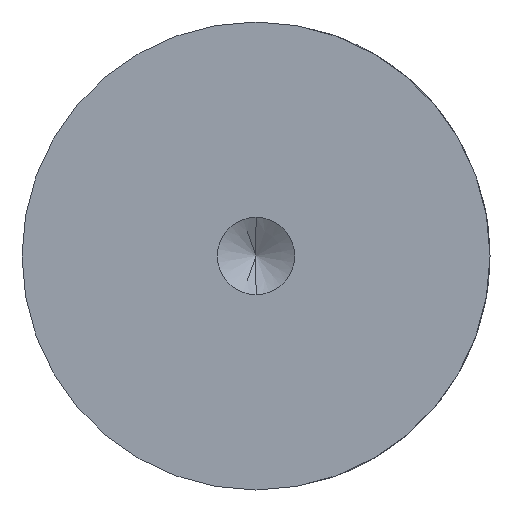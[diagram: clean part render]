
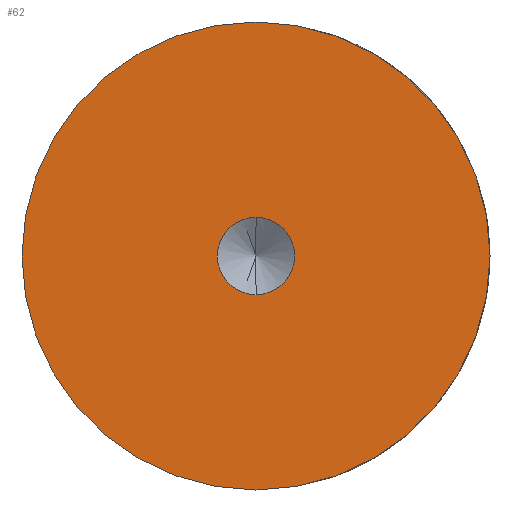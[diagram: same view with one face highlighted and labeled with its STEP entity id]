
A CAD part, front view. The second image highlights one B-rep face of the part: STEP entity #62.
In plain terms, the highlighted planar face has unit normal (0, -1, 0).
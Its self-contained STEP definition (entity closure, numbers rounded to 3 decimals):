
#22 = DIRECTION ( 'NONE',  ( 0., -1., 0. ) ) ;
#30 = CARTESIAN_POINT ( 'NONE',  ( 0., 0., 0. ) ) ;
#39 = EDGE_LOOP ( 'NONE', ( #278, #954 ) ) ;
#51 = DIRECTION ( 'NONE',  ( 0., -1., 0. ) ) ;
#62 = ADVANCED_FACE ( 'NONE', ( #476, #932 ), #256, .T. ) ;
#80 = CARTESIAN_POINT ( 'NONE',  ( 0., 0., -1.65 ) ) ;
#99 = CARTESIAN_POINT ( 'NONE',  ( 10., 0., 0. ) ) ;
#126 = VERTEX_POINT ( 'NONE', #99 ) ;
#133 = CIRCLE ( 'NONE', #815, 10. ) ;
#186 = EDGE_CURVE ( 'NONE', #939, #126, #133, .T. ) ;
#227 = EDGE_CURVE ( 'NONE', #532, #345, #739, .T. ) ;
#232 = ORIENTED_EDGE ( 'NONE', *, *, #186, .T. ) ;
#255 = DIRECTION ( 'NONE',  ( 1., 0., 0. ) ) ;
#256 = PLANE ( 'NONE',  #292 ) ;
#269 = CARTESIAN_POINT ( 'NONE',  ( 0., 0., 0. ) ) ;
#278 = ORIENTED_EDGE ( 'NONE', *, *, #227, .F. ) ;
#292 = AXIS2_PLACEMENT_3D ( 'NONE', #556, #627, #862 ) ;
#322 = EDGE_CURVE ( 'NONE', #126, #939, #942, .T. ) ;
#336 = DIRECTION ( 'NONE',  ( 0., -1., 0. ) ) ;
#345 = VERTEX_POINT ( 'NONE', #543 ) ;
#394 = ORIENTED_EDGE ( 'NONE', *, *, #322, .T. ) ;
#419 = CIRCLE ( 'NONE', #830, 1.65 ) ;
#476 = FACE_BOUND ( 'NONE', #39, .T. ) ;
#512 = EDGE_CURVE ( 'NONE', #345, #532, #419, .T. ) ;
#532 = VERTEX_POINT ( 'NONE', #80 ) ;
#543 = CARTESIAN_POINT ( 'NONE',  ( 0., 0., 1.65 ) ) ;
#556 = CARTESIAN_POINT ( 'NONE',  ( 0., 0., 0. ) ) ;
#564 = DIRECTION ( 'NONE',  ( 1., 0., 0. ) ) ;
#570 = EDGE_LOOP ( 'NONE', ( #394, #232 ) ) ;
#627 = DIRECTION ( 'NONE',  ( 0., -1., 0. ) ) ;
#644 = DIRECTION ( 'NONE',  ( 0., 0., -1. ) ) ;
#676 = DIRECTION ( 'NONE',  ( 0., 0., -1. ) ) ;
#739 = CIRCLE ( 'NONE', #864, 1.65 ) ;
#742 = AXIS2_PLACEMENT_3D ( 'NONE', #30, #777, #255 ) ;
#777 = DIRECTION ( 'NONE',  ( 0., -1., 0. ) ) ;
#815 = AXIS2_PLACEMENT_3D ( 'NONE', #269, #51, #564 ) ;
#830 = AXIS2_PLACEMENT_3D ( 'NONE', #904, #22, #676 ) ;
#862 = DIRECTION ( 'NONE',  ( 1., 0., 0. ) ) ;
#864 = AXIS2_PLACEMENT_3D ( 'NONE', #868, #336, #644 ) ;
#868 = CARTESIAN_POINT ( 'NONE',  ( 0., 0., 0. ) ) ;
#899 = CARTESIAN_POINT ( 'NONE',  ( -10., 0., 0. ) ) ;
#904 = CARTESIAN_POINT ( 'NONE',  ( 0., 0., 0. ) ) ;
#932 = FACE_OUTER_BOUND ( 'NONE', #570, .T. ) ;
#939 = VERTEX_POINT ( 'NONE', #899 ) ;
#942 = CIRCLE ( 'NONE', #742, 10. ) ;
#954 = ORIENTED_EDGE ( 'NONE', *, *, #512, .F. ) ;
